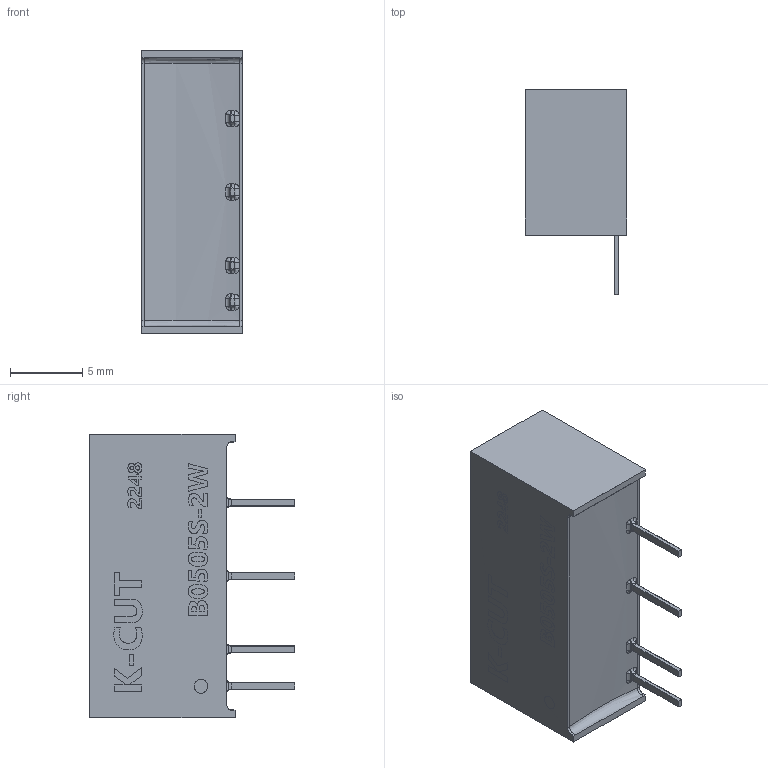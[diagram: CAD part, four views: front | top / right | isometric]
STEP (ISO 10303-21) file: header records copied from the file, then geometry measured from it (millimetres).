
FILE_DESCRIPTION(/* description */ (''),/* implementation_level */ '2;1');
FILE_NAME(/* name */ 'B0505S-2W.stp',/* time_stamp */ '2023-08-01T11:04:39+02:00',/* author */ ('JOSE LUIS'),/* organization */ (''),/* preprocessor_version */ 'ST-DEVELOPER v18',/* originating_system */ 'Autodesk Inventor 2020',/* authorisation */ '');
FILE_SCHEMA (('AUTOMOTIVE_DESIGN { 1 0 10303 214 3 1 1 }'));
Length unit declared in the file: millimetre
Products named in the file (1): B0303S-2W
Bounding box: 7 x 14.2 x 19.6 mm (x, y, z)
Volume: 1294.9 mm3; surface area: 826.1 mm2
Topology: 1 solids, 1 shells, 248 faces, 688 edges, 466 vertices
Faces by surface type: cylinder 81, plane 75, bspline 60, cone 16, sphere 12, torus 4
Entity records: 10160 total; most frequent: CARTESIAN_POINT 3864, ORIENTED_EDGE 1364, DIRECTION 1052, EDGE_CURVE 682, VERTEX_POINT 466, AXIS2_PLACEMENT_3D 375, LINE 302, VECTOR 302
